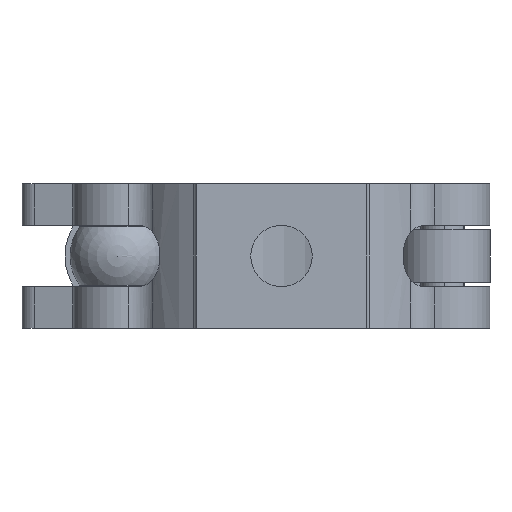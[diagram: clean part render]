
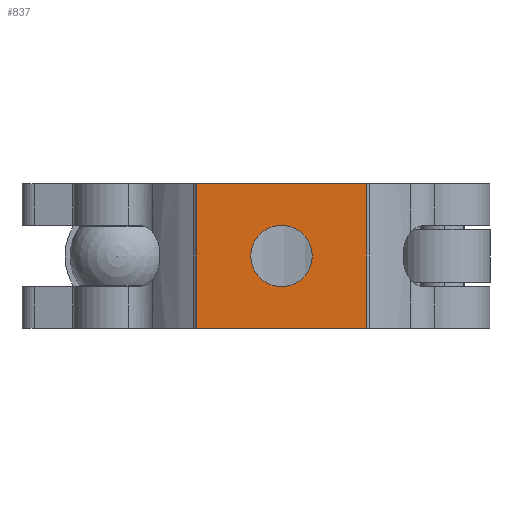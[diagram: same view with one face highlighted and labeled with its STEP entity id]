
A CAD part, front view. The second image highlights one B-rep face of the part: STEP entity #837.
In plain terms, the highlighted planar face has unit normal (0, -1, 0).
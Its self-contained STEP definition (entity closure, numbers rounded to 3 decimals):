
#111 = EDGE_CURVE ( 'NONE', #1872, #6020, #6277, .T. ) ;
#343 = CARTESIAN_POINT ( 'NONE',  ( 0., 0., 0. ) ) ;
#447 = VECTOR ( 'NONE', #5538, 1000. ) ;
#450 = DIRECTION ( 'NONE',  ( 0., 0., 1. ) ) ;
#538 = CIRCLE ( 'NONE', #2782, 6.35 ) ;
#837 = ADVANCED_FACE ( 'NONE', ( #6634, #5433 ), #4814, .F. ) ;
#875 = LINE ( 'NONE', #5762, #2321 ) ;
#894 = VERTEX_POINT ( 'NONE', #4374 ) ;
#1082 = EDGE_CURVE ( 'NONE', #894, #4382, #538, .T. ) ;
#1113 = CARTESIAN_POINT ( 'NONE',  ( 17.625, 0., 14.95 ) ) ;
#1123 = DIRECTION ( 'NONE',  ( 1., 0., 0. ) ) ;
#1213 = EDGE_CURVE ( 'NONE', #3994, #6020, #4736, .T. ) ;
#1241 = CARTESIAN_POINT ( 'NONE',  ( 0., 0., -6.35 ) ) ;
#1438 = CIRCLE ( 'NONE', #2471, 6.35 ) ;
#1629 = CARTESIAN_POINT ( 'NONE',  ( 0., 0., 0. ) ) ;
#1872 = VERTEX_POINT ( 'NONE', #4880 ) ;
#2030 = CARTESIAN_POINT ( 'NONE',  ( -17.625, 0., 14.95 ) ) ;
#2081 = CARTESIAN_POINT ( 'NONE',  ( -17.625, 0., 14.95 ) ) ;
#2321 = VECTOR ( 'NONE', #6265, 1000. ) ;
#2445 = ORIENTED_EDGE ( 'NONE', *, *, #1082, .T. ) ;
#2471 = AXIS2_PLACEMENT_3D ( 'NONE', #343, #6325, #5829 ) ;
#2782 = AXIS2_PLACEMENT_3D ( 'NONE', #1629, #6457, #4859 ) ;
#2942 = ORIENTED_EDGE ( 'NONE', *, *, #3240, .F. ) ;
#3240 = EDGE_CURVE ( 'NONE', #6969, #3994, #875, .T. ) ;
#3303 = EDGE_LOOP ( 'NONE', ( #5288, #2445 ) ) ;
#3815 = CARTESIAN_POINT ( 'NONE',  ( -17.625, 0., -14.95 ) ) ;
#3994 = VERTEX_POINT ( 'NONE', #1113 ) ;
#4101 = LINE ( 'NONE', #6505, #6673 ) ;
#4374 = CARTESIAN_POINT ( 'NONE',  ( 0., 0., 6.35 ) ) ;
#4382 = VERTEX_POINT ( 'NONE', #1241 ) ;
#4413 = ORIENTED_EDGE ( 'NONE', *, *, #5661, .T. ) ;
#4590 = CARTESIAN_POINT ( 'NONE',  ( 17.625, 0., -14.95 ) ) ;
#4736 = LINE ( 'NONE', #6631, #447 ) ;
#4814 = PLANE ( 'NONE',  #6826 ) ;
#4859 = DIRECTION ( 'NONE',  ( 0., 0., 1. ) ) ;
#4880 = CARTESIAN_POINT ( 'NONE',  ( -17.625, 0., -14.95 ) ) ;
#5032 = ORIENTED_EDGE ( 'NONE', *, *, #111, .T. ) ;
#5288 = ORIENTED_EDGE ( 'NONE', *, *, #5349, .T. ) ;
#5349 = EDGE_CURVE ( 'NONE', #4382, #894, #1438, .T. ) ;
#5433 = FACE_OUTER_BOUND ( 'NONE', #6186, .T. ) ;
#5538 = DIRECTION ( 'NONE',  ( 0., 0., -1. ) ) ;
#5661 = EDGE_CURVE ( 'NONE', #6969, #1872, #4101, .T. ) ;
#5762 = CARTESIAN_POINT ( 'NONE',  ( -17.625, 0., 14.95 ) ) ;
#5829 = DIRECTION ( 'NONE',  ( 0., 0., 1. ) ) ;
#5859 = VECTOR ( 'NONE', #1123, 1000. ) ;
#5932 = DIRECTION ( 'NONE',  ( 0., 1., 0. ) ) ;
#6020 = VERTEX_POINT ( 'NONE', #4590 ) ;
#6186 = EDGE_LOOP ( 'NONE', ( #5032, #6816, #2942, #4413 ) ) ;
#6265 = DIRECTION ( 'NONE',  ( 1., 0., 0. ) ) ;
#6277 = LINE ( 'NONE', #3815, #5859 ) ;
#6325 = DIRECTION ( 'NONE',  ( 0., 1., 0. ) ) ;
#6457 = DIRECTION ( 'NONE',  ( 0., 1., 0. ) ) ;
#6505 = CARTESIAN_POINT ( 'NONE',  ( -17.625, 0., 14.95 ) ) ;
#6525 = DIRECTION ( 'NONE',  ( 0., 0., -1. ) ) ;
#6631 = CARTESIAN_POINT ( 'NONE',  ( 17.625, 0., 14.95 ) ) ;
#6634 = FACE_BOUND ( 'NONE', #3303, .T. ) ;
#6673 = VECTOR ( 'NONE', #6525, 1000. ) ;
#6816 = ORIENTED_EDGE ( 'NONE', *, *, #1213, .F. ) ;
#6826 = AXIS2_PLACEMENT_3D ( 'NONE', #2081, #5932, #450 ) ;
#6969 = VERTEX_POINT ( 'NONE', #2030 ) ;
